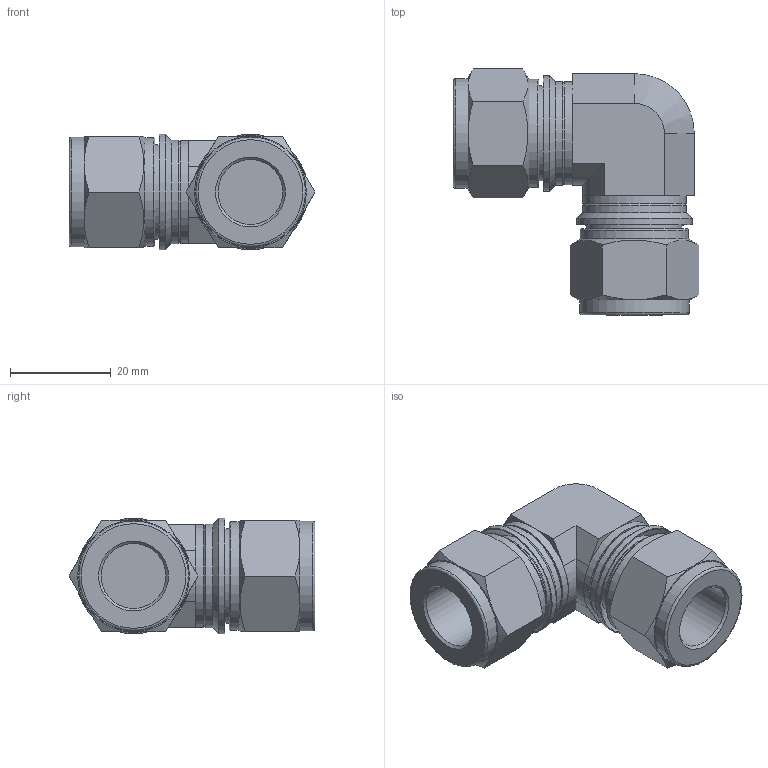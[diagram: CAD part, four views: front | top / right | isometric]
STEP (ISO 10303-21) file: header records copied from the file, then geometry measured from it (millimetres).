
FILE_DESCRIPTION(/* description */ (''),/* implementation_level */ '2;1');
FILE_NAME(/* name */ 'SUEI-8.stp',/* time_stamp */ '2022-07-11T08:29:31+09:00',/* author */ ('user'),/* organization */ (''),/* preprocessor_version */ 'ST-DEVELOPER v18.1',/* originating_system */ 'Autodesk Inventor 2022',/* authorisation */ '');
FILE_SCHEMA (('AUTOMOTIVE_DESIGN { 1 0 10303 214 3 1 1 }'));
Length unit declared in the file: millimetre
Products named in the file (1): SUE-8
Bounding box: 48.93 x 48.93 x 23 mm (x, y, z)
Volume: 20879.6 mm3; surface area: 9375.8 mm2
Topology: 1 solids, 1 shells, 92 faces, 200 edges, 126 vertices
Faces by surface type: plane 40, cone 28, cylinder 20, torus 4
Full cylindrical faces by diameter (mm): 12.9 x2, 17.2 x2, 17.7 x2, 18.9 x2, 20.5 x2, 20.6 x2, 21.5 x2, 21.8 x2, 23 x2
Entity records: 2509 total; most frequent: CARTESIAN_POINT 491, DIRECTION 426, ORIENTED_EDGE 400, EDGE_CURVE 200, AXIS2_PLACEMENT_3D 169, VERTEX_POINT 126, EDGE_LOOP 108, FACE_OUTER_BOUND 92
